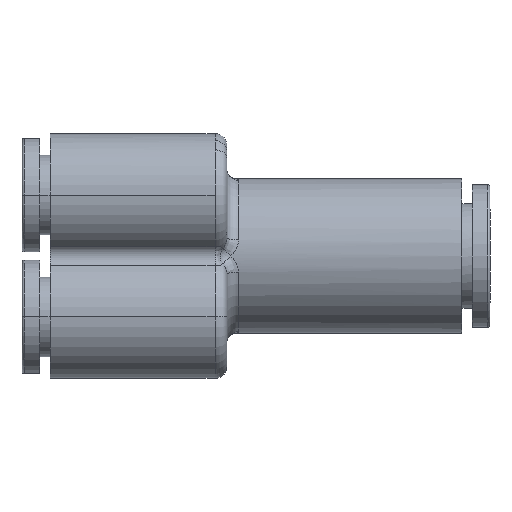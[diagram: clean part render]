
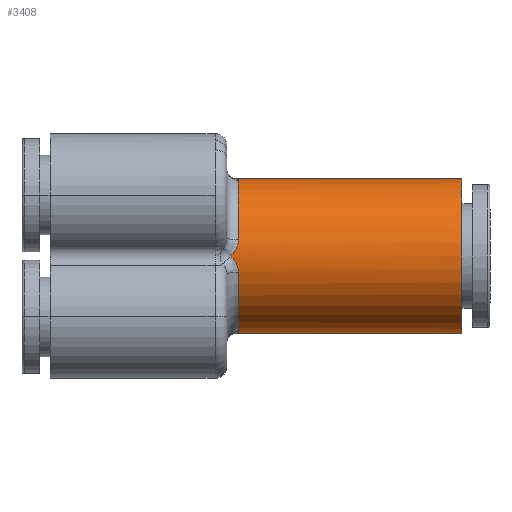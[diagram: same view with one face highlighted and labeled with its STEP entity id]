
A CAD part, left-side view. The second image highlights one B-rep face of the part: STEP entity #3408.
In plain terms, the highlighted cylindrical face has radius 6.6 mm (diameter 13.2 mm), a partial arc.
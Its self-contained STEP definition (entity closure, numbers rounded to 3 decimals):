
#2554=CARTESIAN_POINT('Vertex',(0.,14.152,6.6)) ;
#2611=CARTESIAN_POINT('Vertex',(-6.6,14.152,0.)) ;
#2663=CARTESIAN_POINT('Vertex',(0.,14.152,-6.6)) ;
#3098=CARTESIAN_POINT('Control Point',(-6.6,14.152,0.)) ;
#3099=CARTESIAN_POINT('Control Point',(-6.6,14.036,0.101)) ;
#3100=CARTESIAN_POINT('Control Point',(-6.598,13.931,0.212)) ;
#3101=CARTESIAN_POINT('Control Point',(-6.593,13.838,0.331)) ;
#3102=CARTESIAN_POINT('Control Point',(-6.576,13.668,0.601)) ;
#3103=CARTESIAN_POINT('Control Point',(-6.542,13.559,0.895)) ;
#3104=CARTESIAN_POINT('Control Point',(-6.518,13.52,1.055)) ;
#3105=CARTESIAN_POINT('Control Point',(-6.489,13.5,1.216)) ;
#3106=CARTESIAN_POINT('Control Point',(-6.455,13.5,1.376)) ;
#3107=CARTESIAN_POINT('Vertex',(-6.455,13.5,1.376)) ;
#3167=CARTESIAN_POINT('Vertex',(-1.376,13.5,6.455)) ;
#3171=CARTESIAN_POINT('Control Point',(-1.376,13.5,6.455)) ;
#3172=CARTESIAN_POINT('Control Point',(-1.215,13.5,6.489)) ;
#3173=CARTESIAN_POINT('Control Point',(-1.052,13.52,6.519)) ;
#3174=CARTESIAN_POINT('Control Point',(-0.891,13.56,6.542)) ;
#3175=CARTESIAN_POINT('Control Point',(-0.597,13.669,6.577)) ;
#3176=CARTESIAN_POINT('Control Point',(-0.328,13.841,6.594)) ;
#3177=CARTESIAN_POINT('Control Point',(-0.21,13.933,6.598)) ;
#3178=CARTESIAN_POINT('Control Point',(-0.1,14.037,6.6)) ;
#3179=CARTESIAN_POINT('Control Point',(0.,14.152,6.6)) ;
#3231=CARTESIAN_POINT('Vertex',(-6.455,13.5,-1.376)) ;
#3235=CARTESIAN_POINT('Control Point',(-6.455,13.5,-1.376)) ;
#3236=CARTESIAN_POINT('Control Point',(-6.489,13.5,-1.215)) ;
#3237=CARTESIAN_POINT('Control Point',(-6.519,13.52,-1.052)) ;
#3238=CARTESIAN_POINT('Control Point',(-6.542,13.56,-0.891)) ;
#3239=CARTESIAN_POINT('Control Point',(-6.577,13.669,-0.597)) ;
#3240=CARTESIAN_POINT('Control Point',(-6.594,13.841,-0.328)) ;
#3241=CARTESIAN_POINT('Control Point',(-6.598,13.933,-0.21)) ;
#3242=CARTESIAN_POINT('Control Point',(-6.6,14.037,-0.1)) ;
#3243=CARTESIAN_POINT('Control Point',(-6.6,14.152,0.)) ;
#3290=CARTESIAN_POINT('Control Point',(0.,14.152,-6.6)) ;
#3291=CARTESIAN_POINT('Control Point',(-0.101,14.036,-6.6)) ;
#3292=CARTESIAN_POINT('Control Point',(-0.212,13.931,-6.598)) ;
#3293=CARTESIAN_POINT('Control Point',(-0.331,13.838,-6.593)) ;
#3294=CARTESIAN_POINT('Control Point',(-0.601,13.668,-6.576)) ;
#3295=CARTESIAN_POINT('Control Point',(-0.895,13.559,-6.542)) ;
#3296=CARTESIAN_POINT('Control Point',(-1.055,13.52,-6.518)) ;
#3297=CARTESIAN_POINT('Control Point',(-1.216,13.5,-6.489)) ;
#3298=CARTESIAN_POINT('Control Point',(-1.376,13.5,-6.455)) ;
#3299=CARTESIAN_POINT('Vertex',(-1.376,13.5,-6.455)) ;
#3321=CARTESIAN_POINT('Axis2P3D Location',(0.,13.5,0.)) ;
#3338=CARTESIAN_POINT('Axis2P3D Location',(0.,13.5,0.)) ;
#3355=CARTESIAN_POINT('Line Origine',(0.,14.5,6.6)) ;
#3359=CARTESIAN_POINT('Vertex',(0.,-5.6,6.6)) ;
#3366=CARTESIAN_POINT('Vertex',(0.,-5.6,-6.6)) ;
#3369=CARTESIAN_POINT('Line Origine',(0.,14.5,-6.6)) ;
#3387=CARTESIAN_POINT('Axis2P3D Location',(0.,14.5,0.)) ;
#3392=CARTESIAN_POINT('Axis2P3D Location',(0.,-5.6,0.)) ;
#3322=DIRECTION('Axis2P3D Direction',(0.,-1.,0.)) ;
#3339=DIRECTION('Axis2P3D Direction',(0.,-1.,0.)) ;
#3356=DIRECTION('Vector Direction',(0.,-1.,0.)) ;
#3370=DIRECTION('Vector Direction',(0.,-1.,0.)) ;
#3388=DIRECTION('Axis2P3D Direction',(0.,-1.,0.)) ;
#3389=DIRECTION('Axis2P3D XDirection',(0.,0.,1.)) ;
#3393=DIRECTION('Axis2P3D Direction',(0.,-1.,0.)) ;
#3323=AXIS2_PLACEMENT_3D('Circle Axis2P3D',#3321,#3322,$) ;
#3340=AXIS2_PLACEMENT_3D('Circle Axis2P3D',#3338,#3339,$) ;
#3390=AXIS2_PLACEMENT_3D('Cylinder Axis2P3D',#3387,#3388,#3389) ;
#3394=AXIS2_PLACEMENT_3D('Circle Axis2P3D',#3392,#3393,$) ;
#3398=ORIENTED_EDGE('',*,*,#3325,.T.) ;
#3399=ORIENTED_EDGE('',*,*,#3109,.T.) ;
#3400=ORIENTED_EDGE('',*,*,#3244,.T.) ;
#3401=ORIENTED_EDGE('',*,*,#3342,.T.) ;
#3402=ORIENTED_EDGE('',*,*,#3301,.T.) ;
#3403=ORIENTED_EDGE('',*,*,#3373,.F.) ;
#3404=ORIENTED_EDGE('',*,*,#3396,.F.) ;
#3405=ORIENTED_EDGE('',*,*,#3361,.F.) ;
#3406=ORIENTED_EDGE('',*,*,#3180,.T.) ;
#3357=VECTOR('Line Direction',#3356,1.) ;
#3371=VECTOR('Line Direction',#3370,1.) ;
#3408=ADVANCED_FACE('PR568B-08-06',(#3407),#3391,.T.) ;
#3097=B_SPLINE_CURVE_WITH_KNOTS('',5,(#3098,#3099,#3100,#3101,#3102,#3103,#3104,#3105,#3106),.UNSPECIFIED.,.F.,.U.,(6,3,6),(6.919,7.796,8.777),.UNSPECIFIED.) ;
#3170=B_SPLINE_CURVE_WITH_KNOTS('',5,(#3171,#3172,#3173,#3174,#3175,#3176,#3177,#3178,#3179),.UNSPECIFIED.,.F.,.U.,(6,3,6),(5.259,6.247,7.116),.UNSPECIFIED.) ;
#3234=B_SPLINE_CURVE_WITH_KNOTS('',5,(#3235,#3236,#3237,#3238,#3239,#3240,#3241,#3242,#3243),.UNSPECIFIED.,.F.,.U.,(6,3,6),(5.259,6.247,7.116),.UNSPECIFIED.) ;
#3289=B_SPLINE_CURVE_WITH_KNOTS('',5,(#3290,#3291,#3292,#3293,#3294,#3295,#3296,#3297,#3298),.UNSPECIFIED.,.F.,.U.,(6,3,6),(6.919,7.796,8.777),.UNSPECIFIED.) ;
#3324=CIRCLE('generated circle',#3323,6.6) ;
#3341=CIRCLE('generated circle',#3340,6.6) ;
#3395=CIRCLE('generated circle',#3394,6.6) ;
#3391=CYLINDRICAL_SURFACE('generated cylinder',#3390,6.6) ;
#3109=EDGE_CURVE('',#3108,#2612,#3097,.F.) ;
#3180=EDGE_CURVE('',#2555,#3168,#3170,.F.) ;
#3244=EDGE_CURVE('',#2612,#3232,#3234,.F.) ;
#3301=EDGE_CURVE('',#3300,#2664,#3289,.F.) ;
#3325=EDGE_CURVE('',#3168,#3108,#3324,.T.) ;
#3342=EDGE_CURVE('',#3232,#3300,#3341,.T.) ;
#3361=EDGE_CURVE('',#2555,#3360,#3358,.T.) ;
#3373=EDGE_CURVE('',#3367,#2664,#3372,.F.) ;
#3396=EDGE_CURVE('',#3360,#3367,#3395,.T.) ;
#3397=EDGE_LOOP('',(#3398,#3399,#3400,#3401,#3402,#3403,#3404,#3405,#3406)) ;
#3407=FACE_OUTER_BOUND('',#3397,.T.) ;
#3358=LINE('Line',#3355,#3357) ;
#3372=LINE('Line',#3369,#3371) ;
#2555=VERTEX_POINT('',#2554) ;
#2612=VERTEX_POINT('',#2611) ;
#2664=VERTEX_POINT('',#2663) ;
#3108=VERTEX_POINT('',#3107) ;
#3168=VERTEX_POINT('',#3167) ;
#3232=VERTEX_POINT('',#3231) ;
#3300=VERTEX_POINT('',#3299) ;
#3360=VERTEX_POINT('',#3359) ;
#3367=VERTEX_POINT('',#3366) ;
